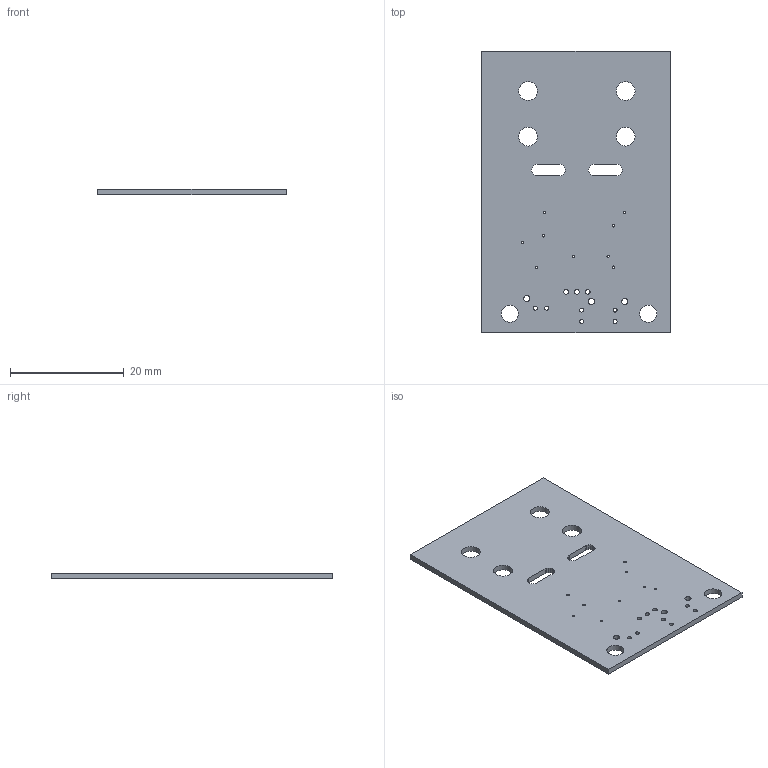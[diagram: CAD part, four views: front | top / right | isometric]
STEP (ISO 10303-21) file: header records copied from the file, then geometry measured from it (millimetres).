
FILE_DESCRIPTION(('for SolidWorks'),'2;1');
FILE_NAME('3d model.step','2018-04-05T22:05:45',( 'robbie'),(''),'Open CASCADE STEP processor 6.6','DipTrace', 'Unknown');
FILE_SCHEMA(('AUTOMOTIVE_DESIGN { 1 0 10303 214 1 1 1 1 }'));
Length unit declared in the file: millimetre
Products named in the file (2): PCB_3d_model; Board_3d_model
Assembly tree (1 placements, depth 2):
  PCB_3d_model
    Board_3d_model
Bounding box: 33.02 x 49.38 x 1 mm (x, y, z)
Volume: 1552.5 mm3; surface area: 3401.1 mm2
Topology: 1 solids, 1 shells, 71 faces, 207 edges, 138 vertices
Faces by surface type: plane 44, cylinder 27
Full cylindrical faces by diameter (mm): 0.4 x9, 0.7 x6, 0.8 x3, 1.1 x3, 3 x2, 3.3 x4
Entity records: 2508 total; most frequent: CARTESIAN_POINT 418, ORIENTED_EDGE 414, DIRECTION 407, EDGE_CURVE 207, LINE 153, VECTOR 153, VERTEX_POINT 138, FACE_BOUND 129
